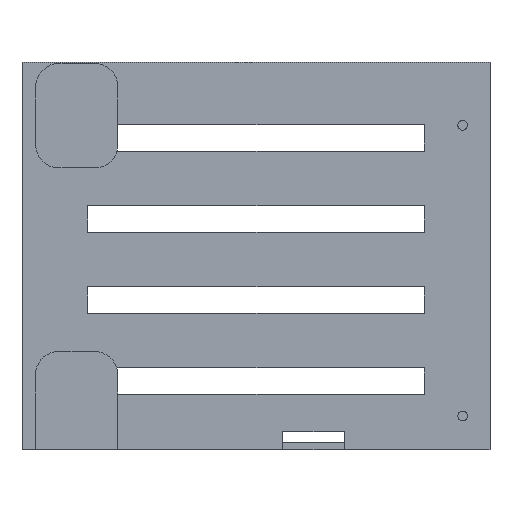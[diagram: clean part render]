
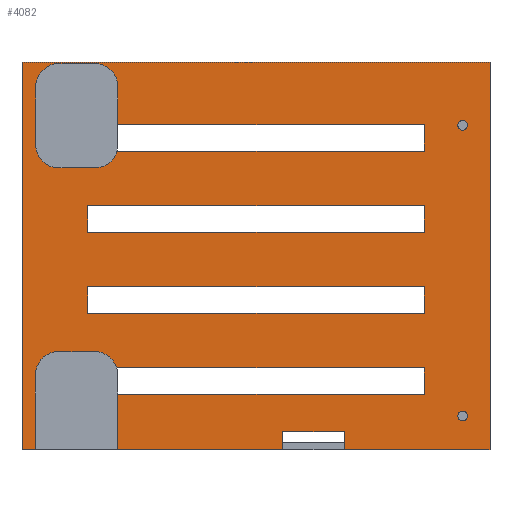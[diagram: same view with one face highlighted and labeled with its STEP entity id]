
A CAD part, front view. The second image highlights one B-rep face of the part: STEP entity #4082.
In plain terms, the highlighted planar face has unit normal (0, -1, 0).
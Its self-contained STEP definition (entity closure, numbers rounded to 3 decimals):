
#45=CIRCLE('',#4300,1.1);
#47=CIRCLE('',#4303,1.1);
#49=CIRCLE('',#4306,1.1);
#51=CIRCLE('',#4309,1.1);
#92=FACE_BOUND('',#409,.T.);
#93=FACE_BOUND('',#410,.T.);
#94=FACE_BOUND('',#411,.T.);
#95=FACE_BOUND('',#412,.T.);
#96=FACE_BOUND('',#413,.T.);
#97=FACE_BOUND('',#414,.T.);
#98=FACE_BOUND('',#415,.T.);
#99=FACE_BOUND('',#416,.T.);
#174=FACE_OUTER_BOUND('',#408,.T.);
#408=EDGE_LOOP('',(#2828,#2829,#2830,#2831,#2832,#2833,#2834,#2835));
#409=EDGE_LOOP('',(#2836,#2837,#2838,#2839));
#410=EDGE_LOOP('',(#2840,#2841,#2842,#2843));
#411=EDGE_LOOP('',(#2844,#2845,#2846,#2847));
#412=EDGE_LOOP('',(#2848,#2849,#2850,#2851));
#413=EDGE_LOOP('',(#2852));
#414=EDGE_LOOP('',(#2853));
#415=EDGE_LOOP('',(#2854));
#416=EDGE_LOOP('',(#2855));
#669=LINE('',#5600,#1208);
#673=LINE('',#5609,#1212);
#677=LINE('',#5618,#1216);
#681=LINE('',#5627,#1220);
#740=LINE('',#5774,#1279);
#743=LINE('',#5780,#1282);
#746=LINE('',#5786,#1285);
#749=LINE('',#5792,#1288);
#751=LINE('',#5797,#1290);
#752=LINE('',#5799,#1291);
#753=LINE('',#5801,#1292);
#754=LINE('',#5803,#1293);
#755=LINE('',#5805,#1294);
#756=LINE('',#5807,#1295);
#757=LINE('',#5809,#1296);
#758=LINE('',#5810,#1297);
#759=LINE('',#5811,#1298);
#760=LINE('',#5812,#1299);
#761=LINE('',#5813,#1300);
#762=LINE('',#5814,#1301);
#763=LINE('',#5815,#1302);
#764=LINE('',#5816,#1303);
#765=LINE('',#5817,#1304);
#766=LINE('',#5818,#1305);
#1208=VECTOR('',#4547,10.);
#1212=VECTOR('',#4553,10.);
#1216=VECTOR('',#4559,10.);
#1220=VECTOR('',#4565,10.);
#1279=VECTOR('',#4676,10.);
#1282=VECTOR('',#4681,10.);
#1285=VECTOR('',#4686,10.);
#1288=VECTOR('',#4691,10.);
#1290=VECTOR('',#4695,10.);
#1291=VECTOR('',#4696,10.);
#1292=VECTOR('',#4697,10.);
#1293=VECTOR('',#4698,10.);
#1294=VECTOR('',#4699,10.);
#1295=VECTOR('',#4700,10.);
#1296=VECTOR('',#4701,10.);
#1297=VECTOR('',#4702,10.);
#1298=VECTOR('',#4703,10.);
#1299=VECTOR('',#4704,10.);
#1300=VECTOR('',#4705,10.);
#1301=VECTOR('',#4706,10.);
#1302=VECTOR('',#4707,10.);
#1303=VECTOR('',#4708,10.);
#1304=VECTOR('',#4709,10.);
#1305=VECTOR('',#4710,10.);
#1747=VERTEX_POINT('',#5597);
#1748=VERTEX_POINT('',#5599);
#1751=VERTEX_POINT('',#5606);
#1752=VERTEX_POINT('',#5608);
#1755=VERTEX_POINT('',#5615);
#1756=VERTEX_POINT('',#5617);
#1759=VERTEX_POINT('',#5624);
#1760=VERTEX_POINT('',#5626);
#1813=VERTEX_POINT('',#5747);
#1815=VERTEX_POINT('',#5752);
#1817=VERTEX_POINT('',#5757);
#1819=VERTEX_POINT('',#5762);
#1821=VERTEX_POINT('',#5771);
#1822=VERTEX_POINT('',#5773);
#1823=VERTEX_POINT('',#5777);
#1824=VERTEX_POINT('',#5779);
#1825=VERTEX_POINT('',#5783);
#1826=VERTEX_POINT('',#5785);
#1827=VERTEX_POINT('',#5789);
#1828=VERTEX_POINT('',#5791);
#1829=VERTEX_POINT('',#5795);
#1830=VERTEX_POINT('',#5796);
#1831=VERTEX_POINT('',#5798);
#1832=VERTEX_POINT('',#5800);
#1833=VERTEX_POINT('',#5802);
#1834=VERTEX_POINT('',#5804);
#1835=VERTEX_POINT('',#5806);
#1836=VERTEX_POINT('',#5808);
#2137=EDGE_CURVE('',#1748,#1747,#669,.T.);
#2141=EDGE_CURVE('',#1752,#1751,#673,.T.);
#2145=EDGE_CURVE('',#1756,#1755,#677,.T.);
#2149=EDGE_CURVE('',#1760,#1759,#681,.T.);
#2211=EDGE_CURVE('',#1813,#1813,#45,.T.);
#2213=EDGE_CURVE('',#1815,#1815,#47,.T.);
#2215=EDGE_CURVE('',#1817,#1817,#49,.T.);
#2217=EDGE_CURVE('',#1819,#1819,#51,.T.);
#2220=EDGE_CURVE('',#1822,#1821,#740,.T.);
#2223=EDGE_CURVE('',#1824,#1823,#743,.T.);
#2226=EDGE_CURVE('',#1826,#1825,#746,.T.);
#2229=EDGE_CURVE('',#1828,#1827,#749,.T.);
#2231=EDGE_CURVE('',#1829,#1830,#751,.T.);
#2232=EDGE_CURVE('',#1830,#1831,#752,.T.);
#2233=EDGE_CURVE('',#1831,#1832,#753,.T.);
#2234=EDGE_CURVE('',#1832,#1833,#754,.T.);
#2235=EDGE_CURVE('',#1833,#1834,#755,.T.);
#2236=EDGE_CURVE('',#1834,#1835,#756,.T.);
#2237=EDGE_CURVE('',#1835,#1836,#757,.T.);
#2238=EDGE_CURVE('',#1836,#1829,#758,.T.);
#2239=EDGE_CURVE('',#1747,#1826,#759,.T.);
#2240=EDGE_CURVE('',#1825,#1748,#760,.T.);
#2241=EDGE_CURVE('',#1751,#1828,#761,.T.);
#2242=EDGE_CURVE('',#1827,#1752,#762,.T.);
#2243=EDGE_CURVE('',#1755,#1822,#763,.T.);
#2244=EDGE_CURVE('',#1821,#1756,#764,.T.);
#2245=EDGE_CURVE('',#1759,#1824,#765,.T.);
#2246=EDGE_CURVE('',#1823,#1760,#766,.T.);
#2828=ORIENTED_EDGE('',*,*,#2231,.T.);
#2829=ORIENTED_EDGE('',*,*,#2232,.T.);
#2830=ORIENTED_EDGE('',*,*,#2233,.T.);
#2831=ORIENTED_EDGE('',*,*,#2234,.T.);
#2832=ORIENTED_EDGE('',*,*,#2235,.T.);
#2833=ORIENTED_EDGE('',*,*,#2236,.T.);
#2834=ORIENTED_EDGE('',*,*,#2237,.T.);
#2835=ORIENTED_EDGE('',*,*,#2238,.T.);
#2836=ORIENTED_EDGE('',*,*,#2239,.T.);
#2837=ORIENTED_EDGE('',*,*,#2226,.T.);
#2838=ORIENTED_EDGE('',*,*,#2240,.T.);
#2839=ORIENTED_EDGE('',*,*,#2137,.T.);
#2840=ORIENTED_EDGE('',*,*,#2241,.T.);
#2841=ORIENTED_EDGE('',*,*,#2229,.T.);
#2842=ORIENTED_EDGE('',*,*,#2242,.T.);
#2843=ORIENTED_EDGE('',*,*,#2141,.T.);
#2844=ORIENTED_EDGE('',*,*,#2243,.T.);
#2845=ORIENTED_EDGE('',*,*,#2220,.T.);
#2846=ORIENTED_EDGE('',*,*,#2244,.T.);
#2847=ORIENTED_EDGE('',*,*,#2145,.T.);
#2848=ORIENTED_EDGE('',*,*,#2245,.T.);
#2849=ORIENTED_EDGE('',*,*,#2223,.T.);
#2850=ORIENTED_EDGE('',*,*,#2246,.T.);
#2851=ORIENTED_EDGE('',*,*,#2149,.T.);
#2852=ORIENTED_EDGE('',*,*,#2211,.T.);
#2853=ORIENTED_EDGE('',*,*,#2213,.T.);
#2854=ORIENTED_EDGE('',*,*,#2215,.T.);
#2855=ORIENTED_EDGE('',*,*,#2217,.T.);
#3877=PLANE('',#4319);
#4082=ADVANCED_FACE('',(#174,#92,#93,#94,#95,#96,#97,#98,#99),#3877,.T.);
#4300=AXIS2_PLACEMENT_3D('',#5748,#4643,#4644);
#4303=AXIS2_PLACEMENT_3D('',#5753,#4649,#4650);
#4306=AXIS2_PLACEMENT_3D('',#5758,#4655,#4656);
#4309=AXIS2_PLACEMENT_3D('',#5763,#4661,#4662);
#4319=AXIS2_PLACEMENT_3D('',#5794,#4693,#4694);
#4547=DIRECTION('',(0.,0.,-1.));
#4553=DIRECTION('',(0.,0.,-1.));
#4559=DIRECTION('',(0.,0.,-1.));
#4565=DIRECTION('',(0.,0.,-1.));
#4643=DIRECTION('center_axis',(0.,1.,0.));
#4644=DIRECTION('ref_axis',(1.,0.,0.));
#4649=DIRECTION('center_axis',(0.,1.,0.));
#4650=DIRECTION('ref_axis',(1.,0.,0.));
#4655=DIRECTION('center_axis',(0.,1.,0.));
#4656=DIRECTION('ref_axis',(1.,0.,0.));
#4661=DIRECTION('center_axis',(0.,1.,0.));
#4662=DIRECTION('ref_axis',(1.,0.,0.));
#4676=DIRECTION('',(0.,0.,1.));
#4681=DIRECTION('',(0.,0.,1.));
#4686=DIRECTION('',(0.,0.,1.));
#4691=DIRECTION('',(0.,0.,1.));
#4693=DIRECTION('center_axis',(0.,-1.,0.));
#4694=DIRECTION('ref_axis',(0.,0.,-1.));
#4695=DIRECTION('',(0.,0.,1.));
#4696=DIRECTION('',(1.,0.,0.));
#4697=DIRECTION('',(0.,0.,-1.));
#4698=DIRECTION('',(1.,0.,0.));
#4699=DIRECTION('',(0.,0.,1.));
#4700=DIRECTION('',(-1.,0.,0.));
#4701=DIRECTION('',(0.,0.,-1.));
#4702=DIRECTION('',(1.,0.,0.));
#4703=DIRECTION('',(-1.,0.,0.));
#4704=DIRECTION('',(1.,0.,0.));
#4705=DIRECTION('',(-1.,0.,0.));
#4706=DIRECTION('',(1.,0.,0.));
#4707=DIRECTION('',(-1.,0.,0.));
#4708=DIRECTION('',(1.,0.,0.));
#4709=DIRECTION('',(-1.,0.,0.));
#4710=DIRECTION('',(1.,0.,0.));
#5597=CARTESIAN_POINT('',(38.,-2.8,-9.667));
#5599=CARTESIAN_POINT('',(38.,-2.8,-3.667));
#5600=CARTESIAN_POINT('',(38.,-2.8,11.597));
#5606=CARTESIAN_POINT('',(38.,-2.8,27.));
#5608=CARTESIAN_POINT('',(38.,-2.8,33.));
#5609=CARTESIAN_POINT('',(38.,-2.8,29.93));
#5615=CARTESIAN_POINT('',(38.,-2.8,8.667));
#5617=CARTESIAN_POINT('',(38.,-2.8,14.667));
#5618=CARTESIAN_POINT('',(38.,-2.8,20.763));
#5624=CARTESIAN_POINT('',(38.,-2.8,-28.));
#5626=CARTESIAN_POINT('',(38.,-2.8,-22.));
#5627=CARTESIAN_POINT('',(38.,-2.8,2.43));
#5747=CARTESIAN_POINT('',(45.6,-2.8,32.86));
#5748=CARTESIAN_POINT('Origin',(46.7,-2.8,32.86));
#5752=CARTESIAN_POINT('',(45.6,-2.8,-32.86));
#5753=CARTESIAN_POINT('Origin',(46.7,-2.8,-32.86));
#5757=CARTESIAN_POINT('',(-47.8,-2.8,32.86));
#5758=CARTESIAN_POINT('Origin',(-46.7,-2.8,32.86));
#5762=CARTESIAN_POINT('',(-47.8,-2.8,-32.86));
#5763=CARTESIAN_POINT('Origin',(-46.7,-2.8,-32.86));
#5771=CARTESIAN_POINT('',(-38.,-2.8,14.667));
#5773=CARTESIAN_POINT('',(-38.,-2.8,8.667));
#5774=CARTESIAN_POINT('',(-38.,-2.8,23.763));
#5777=CARTESIAN_POINT('',(-38.,-2.8,-22.));
#5779=CARTESIAN_POINT('',(-38.,-2.8,-28.));
#5780=CARTESIAN_POINT('',(-38.,-2.8,5.43));
#5783=CARTESIAN_POINT('',(-38.,-2.8,-3.667));
#5785=CARTESIAN_POINT('',(-38.,-2.8,-9.667));
#5786=CARTESIAN_POINT('',(-38.,-2.8,14.597));
#5789=CARTESIAN_POINT('',(-38.,-2.8,33.));
#5791=CARTESIAN_POINT('',(-38.,-2.8,27.));
#5792=CARTESIAN_POINT('',(-38.,-2.8,32.93));
#5794=CARTESIAN_POINT('Origin',(-46.7,-2.8,32.86));
#5795=CARTESIAN_POINT('',(6.,-2.8,-40.5));
#5796=CARTESIAN_POINT('',(6.,-2.8,-36.4));
#5797=CARTESIAN_POINT('',(6.,-2.8,-2.57));
#5798=CARTESIAN_POINT('',(20.,-2.8,-36.4));
#5799=CARTESIAN_POINT('',(-13.35,-2.8,-36.4));
#5800=CARTESIAN_POINT('',(20.,-2.8,-40.5));
#5801=CARTESIAN_POINT('',(20.,-2.8,-2.57));
#5802=CARTESIAN_POINT('',(52.9,-2.8,-40.5));
#5803=CARTESIAN_POINT('',(2.9,-2.8,-40.5));
#5804=CARTESIAN_POINT('',(52.9,-2.8,47.1));
#5805=CARTESIAN_POINT('',(52.9,-2.8,37.68));
#5806=CARTESIAN_POINT('',(-52.9,-2.8,47.1));
#5807=CARTESIAN_POINT('',(-49.6,-2.8,47.1));
#5808=CARTESIAN_POINT('',(-52.9,-2.8,-40.5));
#5809=CARTESIAN_POINT('',(-52.9,-2.8,42.5));
#5810=CARTESIAN_POINT('',(2.9,-2.8,-40.5));
#5811=CARTESIAN_POINT('',(-5.85,-2.8,-9.667));
#5812=CARTESIAN_POINT('',(-5.85,-2.8,-3.667));
#5813=CARTESIAN_POINT('',(-5.85,-2.8,27.));
#5814=CARTESIAN_POINT('',(-5.85,-2.8,33.));
#5815=CARTESIAN_POINT('',(-5.85,-2.8,8.667));
#5816=CARTESIAN_POINT('',(-5.85,-2.8,14.667));
#5817=CARTESIAN_POINT('',(-5.85,-2.8,-28.));
#5818=CARTESIAN_POINT('',(-5.85,-2.8,-22.));
